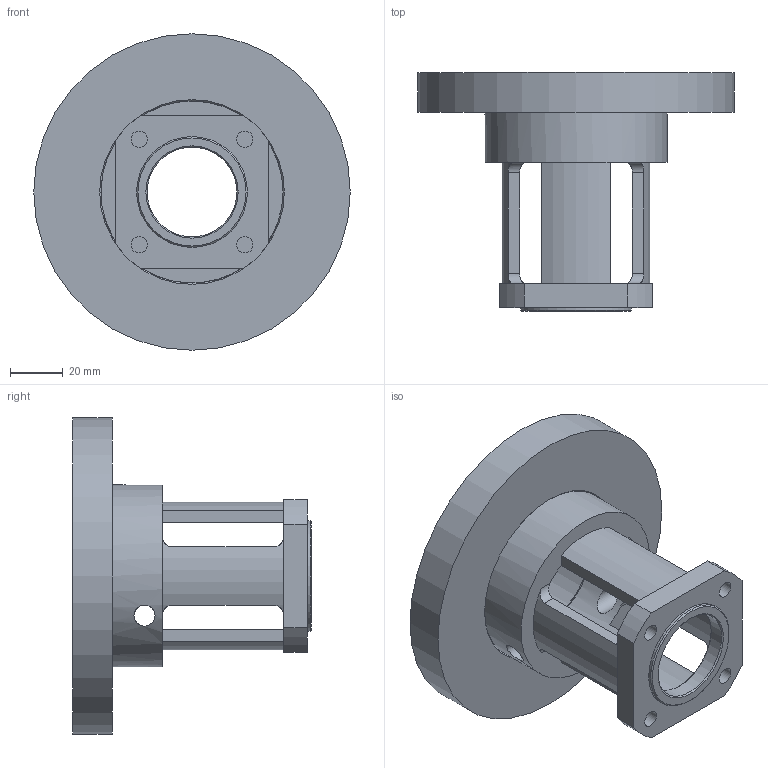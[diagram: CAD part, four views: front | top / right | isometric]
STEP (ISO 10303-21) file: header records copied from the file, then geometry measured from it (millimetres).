
FILE_DESCRIPTION(/* description */ (''),/* implementation_level */ '2;1');
FILE_NAME(/* name */ 'VK MTJ65 120 GESM1924.stp',/* time_stamp */ '2015-08-19T12:30:45+01:00',/* author */ ('Hypex'),/* organization */ ('Hypex'),/* preprocessor_version */ 'ST-DEVELOPER v15.2',/* originating_system */ 'Autodesk Inventor 2014',/* authorisation */ '');
FILE_SCHEMA (('AUTOMOTIVE_DESIGN { 1 0 10303 214 3 1 1 }'));
Length unit declared in the file: millimetre
Products named in the file (1): VK MTJ65 120 GESM1924
Bounding box: 120 x 90.5 x 120 mm (x, y, z)
Volume: 211799.1 mm3; surface area: 54487.2 mm2
Topology: 1 solids, 6 shells, 68 faces, 172 edges, 113 vertices
Faces by surface type: cylinder 33, plane 25, cone 10
Full cylindrical faces by diameter (mm): 4.917 x4, 6.2 x4, 8 x2, 34 x1, 42 x1, 48 x2, 69 x2, 120 x1
Entity records: 2218 total; most frequent: CARTESIAN_POINT 593, DIRECTION 314, ORIENTED_EDGE 272, EDGE_CURVE 136, AXIS2_PLACEMENT_3D 129, EDGE_LOOP 116, VERTEX_POINT 104, STYLED_ITEM 69
